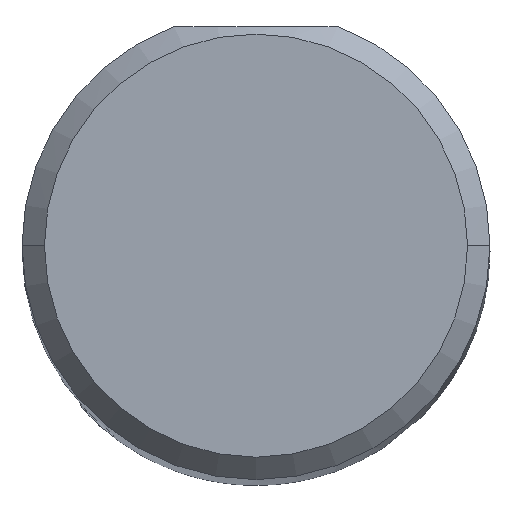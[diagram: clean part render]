
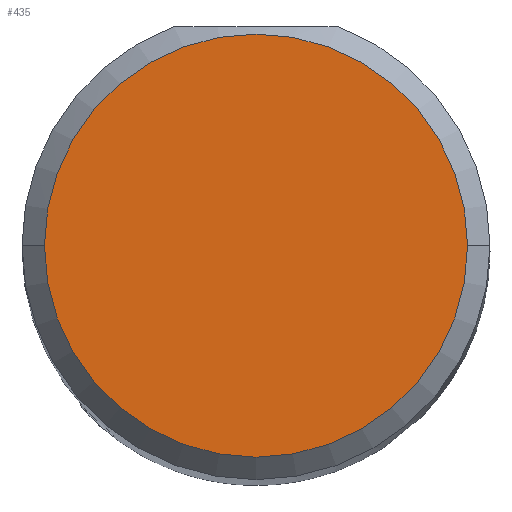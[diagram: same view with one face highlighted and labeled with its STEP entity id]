
A CAD part, top view. The second image highlights one B-rep face of the part: STEP entity #435.
In plain terms, the highlighted planar face has unit normal (0, 0, 1).
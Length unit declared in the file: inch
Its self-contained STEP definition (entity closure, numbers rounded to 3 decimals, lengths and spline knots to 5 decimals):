
#33 = EDGE_CURVE ( 'NONE', #115, #413, #258, .T. ) ;
#115 = VERTEX_POINT ( 'NONE', #537 ) ;
#117 = DIRECTION ( 'NONE',  ( 1., 0., 0. ) ) ;
#138 = DIRECTION ( 'NONE',  ( 0., 0., 1. ) ) ;
#190 = ORIENTED_EDGE ( 'NONE', *, *, #685, .T. ) ;
#213 = PLANE ( 'NONE',  #572 ) ;
#258 = CIRCLE ( 'NONE', #370, 0.14125 ) ;
#346 = AXIS2_PLACEMENT_3D ( 'NONE', #473, #138, #486 ) ;
#347 = DIRECTION ( 'NONE',  ( 0., 0., 1. ) ) ;
#370 = AXIS2_PLACEMENT_3D ( 'NONE', #630, #347, #574 ) ;
#413 = VERTEX_POINT ( 'NONE', #421 ) ;
#421 = CARTESIAN_POINT ( 'NONE',  ( -0.14125, 0., 2.5 ) ) ;
#435 = ADVANCED_FACE ( 'NONE', ( #607 ), #213, .T. ) ;
#473 = CARTESIAN_POINT ( 'NONE',  ( 0., 0., 2.5 ) ) ;
#486 = DIRECTION ( 'NONE',  ( 1., 0., 0. ) ) ;
#537 = CARTESIAN_POINT ( 'NONE',  ( 0.14125, 0., 2.5 ) ) ;
#572 = AXIS2_PLACEMENT_3D ( 'NONE', #610, #716, #117 ) ;
#574 = DIRECTION ( 'NONE',  ( 1., 0., 0. ) ) ;
#607 = FACE_OUTER_BOUND ( 'NONE', #696, .T. ) ;
#610 = CARTESIAN_POINT ( 'NONE',  ( 0., 0., 2.5 ) ) ;
#630 = CARTESIAN_POINT ( 'NONE',  ( 0., 0., 2.5 ) ) ;
#673 = CIRCLE ( 'NONE', #346, 0.14125 ) ;
#678 = ORIENTED_EDGE ( 'NONE', *, *, #33, .T. ) ;
#685 = EDGE_CURVE ( 'NONE', #413, #115, #673, .T. ) ;
#696 = EDGE_LOOP ( 'NONE', ( #190, #678 ) ) ;
#716 = DIRECTION ( 'NONE',  ( 0., 0., 1. ) ) ;
